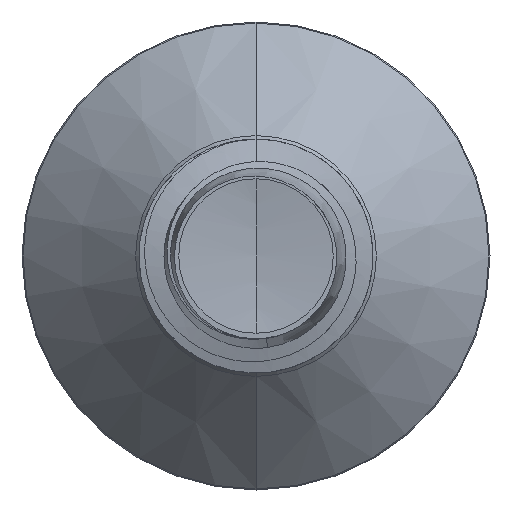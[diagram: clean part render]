
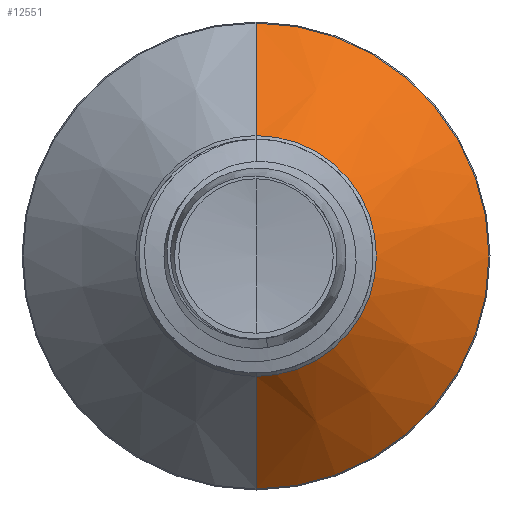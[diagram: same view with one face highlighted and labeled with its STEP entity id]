
A CAD part, front view. The second image highlights one B-rep face of the part: STEP entity #12551.
In plain terms, the highlighted conical face has half-angle 45 degrees and reference radius 3.088 mm.
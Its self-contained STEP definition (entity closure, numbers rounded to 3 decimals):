
#248 = LINE ( 'NONE', #10600, #14062 ) ;
#307 = DIRECTION ( 'NONE',  ( 0., 0.707, 0.707 ) ) ;
#508 = EDGE_CURVE ( 'NONE', #13930, #2826, #1005, .T. ) ;
#938 = ORIENTED_EDGE ( 'NONE', *, *, #508, .T. ) ;
#1005 = LINE ( 'NONE', #4457, #12132 ) ;
#1479 = EDGE_CURVE ( 'NONE', #4416, #13930, #2658, .T. ) ;
#2658 = CIRCLE ( 'NONE', #16582, 3.089 ) ;
#2826 = VERTEX_POINT ( 'NONE', #16470 ) ;
#3504 = CARTESIAN_POINT ( 'NONE',  ( 0., 4.739, 0. ) ) ;
#3838 = CIRCLE ( 'NONE', #11988, 5.974 ) ;
#4251 = AXIS2_PLACEMENT_3D ( 'NONE', #10311, #7465, #4469 ) ;
#4260 = ORIENTED_EDGE ( 'NONE', *, *, #15396, .F. ) ;
#4402 = DIRECTION ( 'NONE',  ( 0., 0.707, -0.707 ) ) ;
#4416 = VERTEX_POINT ( 'NONE', #12100 ) ;
#4457 = CARTESIAN_POINT ( 'NONE',  ( 0., 4.739, -3.089 ) ) ;
#4469 = DIRECTION ( 'NONE',  ( 0., 0., 1. ) ) ;
#4539 = EDGE_CURVE ( 'NONE', #14019, #2826, #3838, .T. ) ;
#6520 = ORIENTED_EDGE ( 'NONE', *, *, #1479, .T. ) ;
#6764 = DIRECTION ( 'NONE',  ( 0., 1., 0. ) ) ;
#7465 = DIRECTION ( 'NONE',  ( 0., 1., 0. ) ) ;
#7509 = ORIENTED_EDGE ( 'NONE', *, *, #4539, .F. ) ;
#10311 = CARTESIAN_POINT ( 'NONE',  ( 0., 4.739, 0. ) ) ;
#10600 = CARTESIAN_POINT ( 'NONE',  ( 0., 4.739, 3.089 ) ) ;
#11988 = AXIS2_PLACEMENT_3D ( 'NONE', #14420, #6764, #15578 ) ;
#12100 = CARTESIAN_POINT ( 'NONE',  ( 0., 4.739, 3.089 ) ) ;
#12132 = VECTOR ( 'NONE', #4402, 1000. ) ;
#12493 = CARTESIAN_POINT ( 'NONE',  ( 0., 7.624, 5.974 ) ) ;
#12551 = ADVANCED_FACE ( 'NONE', ( #15352 ), #14632, .T. ) ;
#12979 = DIRECTION ( 'NONE',  ( 0., 0., 1. ) ) ;
#13357 = CARTESIAN_POINT ( 'NONE',  ( 0., 4.739, -3.089 ) ) ;
#13824 = DIRECTION ( 'NONE',  ( 0., 1., 0. ) ) ;
#13930 = VERTEX_POINT ( 'NONE', #13357 ) ;
#14019 = VERTEX_POINT ( 'NONE', #12493 ) ;
#14062 = VECTOR ( 'NONE', #307, 1000. ) ;
#14420 = CARTESIAN_POINT ( 'NONE',  ( 0., 7.624, 0. ) ) ;
#14632 = CONICAL_SURFACE ( 'NONE', #4251, 3.089, 0.785 ) ;
#15352 = FACE_OUTER_BOUND ( 'NONE', #16622, .T. ) ;
#15396 = EDGE_CURVE ( 'NONE', #4416, #14019, #248, .T. ) ;
#15578 = DIRECTION ( 'NONE',  ( 0., 0., 1. ) ) ;
#16470 = CARTESIAN_POINT ( 'NONE',  ( 0., 7.624, -5.974 ) ) ;
#16582 = AXIS2_PLACEMENT_3D ( 'NONE', #3504, #13824, #12979 ) ;
#16622 = EDGE_LOOP ( 'NONE', ( #6520, #938, #7509, #4260 ) ) ;
